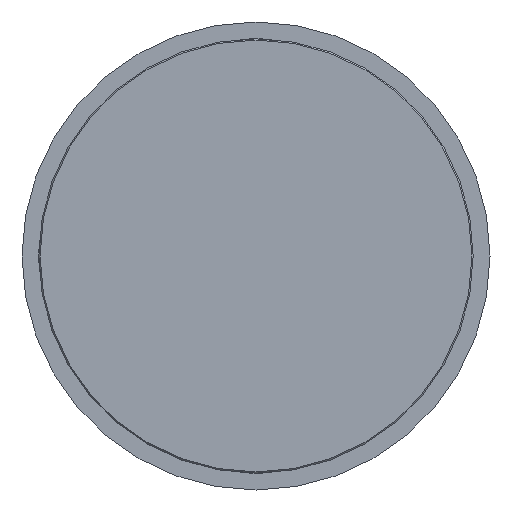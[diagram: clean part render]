
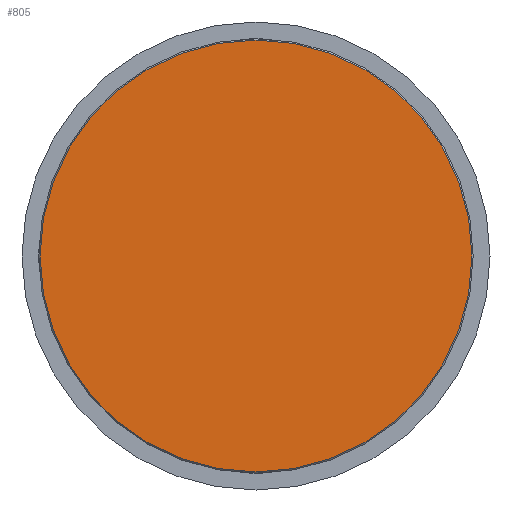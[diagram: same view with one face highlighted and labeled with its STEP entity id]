
A CAD part, left-side view. The second image highlights one B-rep face of the part: STEP entity #805.
In plain terms, the highlighted planar face has unit normal (-1, 0, 0).
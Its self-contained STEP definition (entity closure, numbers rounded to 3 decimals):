
#54=PLANE('',#932);
#100=FACE_OUTER_BOUND('',#154,.T.);
#154=EDGE_LOOP('',(#723,#724));
#267=CIRCLE('',#842,34.6);
#268=CIRCLE('',#843,34.6);
#327=VERTEX_POINT('',#1222);
#328=VERTEX_POINT('',#1224);
#409=EDGE_CURVE('',#328,#327,#267,.T.);
#410=EDGE_CURVE('',#327,#328,#268,.T.);
#723=ORIENTED_EDGE('',*,*,#409,.T.);
#724=ORIENTED_EDGE('',*,*,#410,.T.);
#805=ADVANCED_FACE('',(#100),#54,.F.);
#842=AXIS2_PLACEMENT_3D('',#1225,#961,#962);
#843=AXIS2_PLACEMENT_3D('',#1226,#963,#964);
#932=AXIS2_PLACEMENT_3D('',#1502,#1181,#1182);
#961=DIRECTION('center_axis',(-1.,0.,0.));
#962=DIRECTION('ref_axis',(0.,0.,-1.));
#963=DIRECTION('center_axis',(-1.,0.,0.));
#964=DIRECTION('ref_axis',(0.,0.,-1.));
#1181=DIRECTION('center_axis',(1.,0.,0.));
#1182=DIRECTION('ref_axis',(0.,0.,-1.));
#1222=CARTESIAN_POINT('',(-18.,0.,34.6));
#1224=CARTESIAN_POINT('',(-18.,0.,-34.6));
#1225=CARTESIAN_POINT('Origin',(-18.,0.,0.));
#1226=CARTESIAN_POINT('Origin',(-18.,0.,0.));
#1502=CARTESIAN_POINT('Origin',(-18.,34.8,0.));
